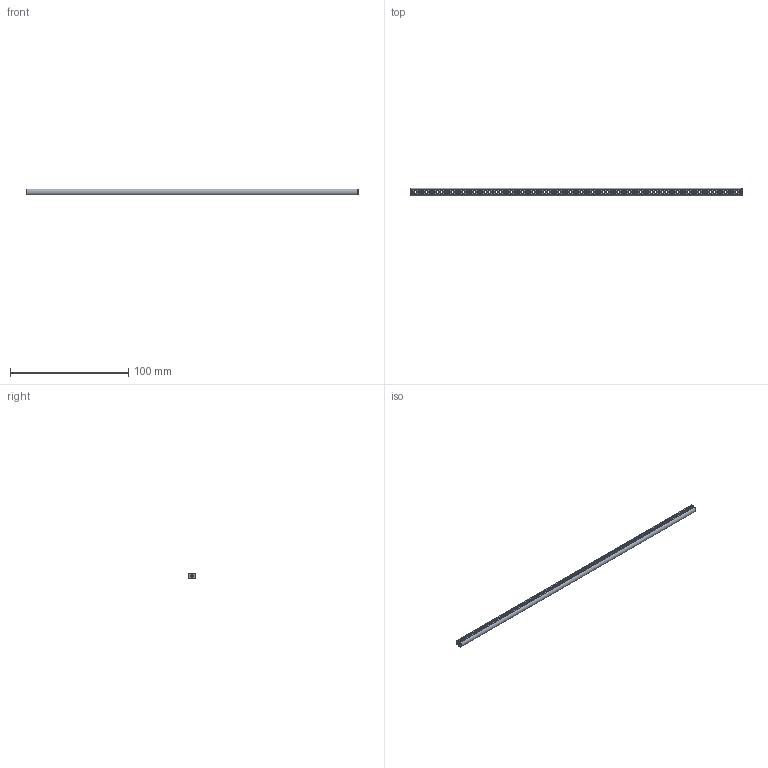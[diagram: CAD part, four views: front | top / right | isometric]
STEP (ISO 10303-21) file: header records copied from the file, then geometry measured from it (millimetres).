
FILE_DESCRIPTION(('FreeCAD Model'),'2;1');
FILE_NAME('Open CASCADE Shape Model','2024-06-18T15:55:44',(''),(''), 'Open CASCADE STEP processor 7.6','FreeCAD','Unknown');
FILE_SCHEMA(('AUTOMOTIVE_DESIGN { 1 0 10303 214 1 1 1 1 }'));
Length unit declared in the file: millimetre
Products named in the file (1): Shaft IDX BU22.50 - SPN-SFT-0210 (stemfie.org)
Bounding box: 281.25 x 6.6 x 5 mm (x, y, z)
Volume: 6419.7 mm3; surface area: 8072.4 mm2
Topology: 1 solids, 1 shells, 915 faces, 2833 edges, 1766 vertices
Faces by surface type: plane 312, cylinder 273, cone 184, extrusion 146
Full cylindrical faces by diameter (mm): 2 x271
Entity records: 32527 total; most frequent: CARTESIAN_POINT 6391, ORIENTED_EDGE 5666, DIRECTION 5333, EDGE_CURVE 2833, AXIS2_PLACEMENT_3D 1876, VERTEX_POINT 1766, VECTOR 1581, LINE 1435
